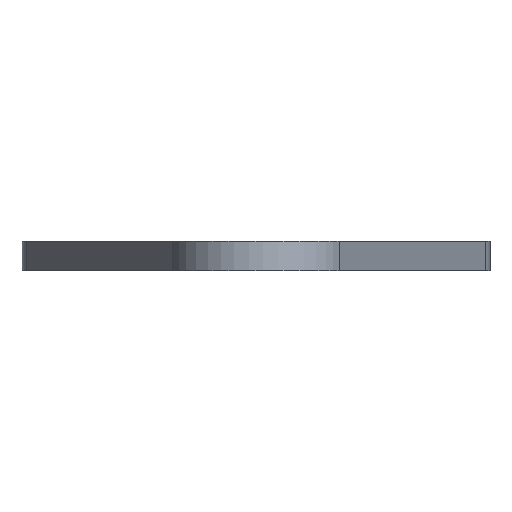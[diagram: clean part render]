
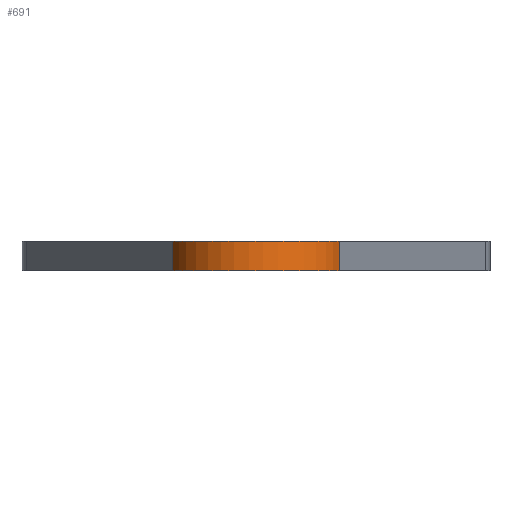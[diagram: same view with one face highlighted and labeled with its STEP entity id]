
A CAD part, front view. The second image highlights one B-rep face of the part: STEP entity #691.
In plain terms, the highlighted cylindrical face has radius 12 mm (diameter 24 mm), a partial arc.
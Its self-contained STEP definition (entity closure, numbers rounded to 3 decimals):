
#75=FACE_OUTER_BOUND('',#135,.T.);
#135=EDGE_LOOP('',(#587,#588,#589,#590));
#187=LINE('',#1178,#239);
#190=LINE('',#1183,#242);
#239=VECTOR('',#963,10.);
#242=VECTOR('',#970,10.);
#258=CIRCLE('',#728,12.);
#285=CIRCLE('',#764,12.);
#307=VERTEX_POINT('',#1037);
#308=VERTEX_POINT('',#1039);
#347=VERTEX_POINT('',#1136);
#348=VERTEX_POINT('',#1138);
#373=EDGE_CURVE('',#307,#308,#258,.T.);
#423=EDGE_CURVE('',#347,#348,#285,.T.);
#443=EDGE_CURVE('',#308,#347,#187,.T.);
#446=EDGE_CURVE('',#307,#348,#190,.T.);
#587=ORIENTED_EDGE('',*,*,#423,.F.);
#588=ORIENTED_EDGE('',*,*,#443,.F.);
#589=ORIENTED_EDGE('',*,*,#373,.F.);
#590=ORIENTED_EDGE('',*,*,#446,.T.);
#660=CYLINDRICAL_SURFACE('',#784,12.);
#691=ADVANCED_FACE('',(#75),#660,.T.);
#728=AXIS2_PLACEMENT_3D('',#1040,#824,#825);
#764=AXIS2_PLACEMENT_3D('',#1139,#919,#920);
#784=AXIS2_PLACEMENT_3D('',#1182,#968,#969);
#824=DIRECTION('center_axis',(0.,0.,1.));
#825=DIRECTION('ref_axis',(-1.,0.,0.));
#919=DIRECTION('center_axis',(0.,0.,-1.));
#920=DIRECTION('ref_axis',(-1.,0.,0.));
#963=DIRECTION('',(0.,0.,-1.));
#968=DIRECTION('center_axis',(0.,0.,-1.));
#969=DIRECTION('ref_axis',(-1.,0.,0.));
#970=DIRECTION('',(0.,0.,-1.));
#1037=CARTESIAN_POINT('',(20.616,8.205,4.));
#1039=CARTESIAN_POINT('',(43.384,8.205,4.));
#1040=CARTESIAN_POINT('Origin',(32.,12.,4.));
#1136=CARTESIAN_POINT('',(43.384,8.205,0.));
#1138=CARTESIAN_POINT('',(20.616,8.205,0.));
#1139=CARTESIAN_POINT('Origin',(32.,12.,0.));
#1178=CARTESIAN_POINT('',(43.384,8.205,4.));
#1182=CARTESIAN_POINT('Origin',(32.,12.,4.));
#1183=CARTESIAN_POINT('',(20.616,8.205,4.));
